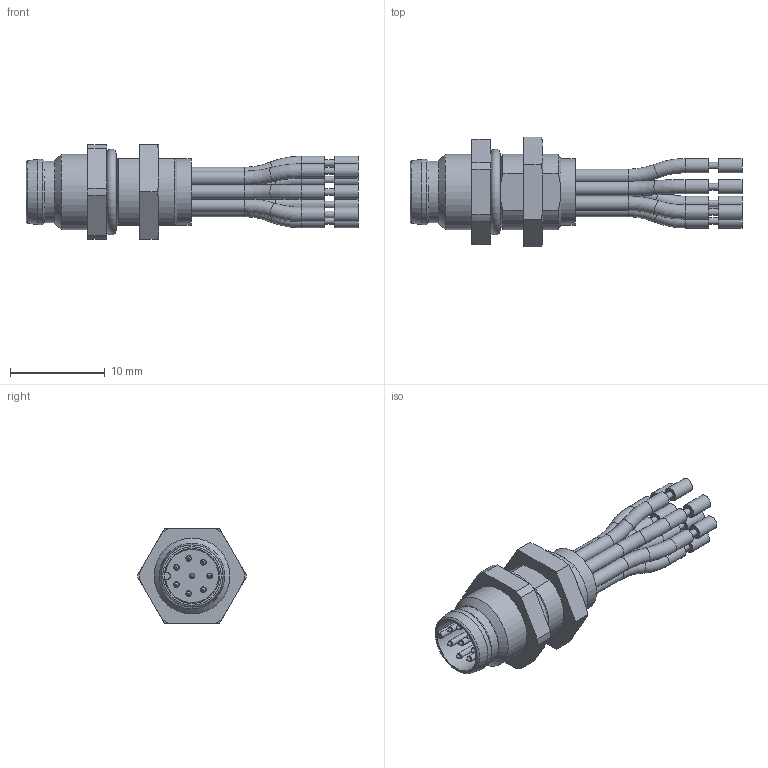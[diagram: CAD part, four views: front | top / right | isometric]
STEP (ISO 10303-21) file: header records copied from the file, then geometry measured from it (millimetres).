
FILE_DESCRIPTION(/* description */ (''),/* implementation_level */ '2;1');
FILE_NAME(/* name */ 'AL-FVM8SUA8_m_M8.stp',/* time_stamp */ '2021-08-16T13:23:31+02:00',/* author */ ('ESCHA GmbH & Co. KG'),/* organization */ ('ESCHA GmbH & Co. KG'),/* preprocessor_version */ 'ST-DEVELOPER v16',/* originating_system */ 'SIEMENS PLM Software NX 10.0',/* authorisation */ '');
FILE_SCHEMA (('AUTOMOTIVE_DESIGN { 1 0 10303 214 3 1 1 1 }'));
Length unit declared in the file: millimetre
Products named in the file (1): h.os25F0631Ax2ji
Bounding box: 35 x 11.55 x 10 mm (x, y, z)
Volume: 1062.9 mm3; surface area: 1609.6 mm2
Topology: 1 solids, 2 shells, 169 faces, 372 edges, 240 vertices
Faces by surface type: cylinder 61, plane 58, torus 27, cone 15, bspline 8
Full cylindrical faces by diameter (mm): 0.6 x8, 0.7 x8, 1.5 x24, 5.8 x1, 6.5 x1, 6.6 x1, 6.9 x1, 7 x3, 8 x1
Entity records: 4166 total; most frequent: CARTESIAN_POINT 921, DIRECTION 710, ORIENTED_EDGE 494, AXIS2_PLACEMENT_3D 323, EDGE_LOOP 295, EDGE_CURVE 247, FACE_BOUND 238, VERTEX_POINT 202
